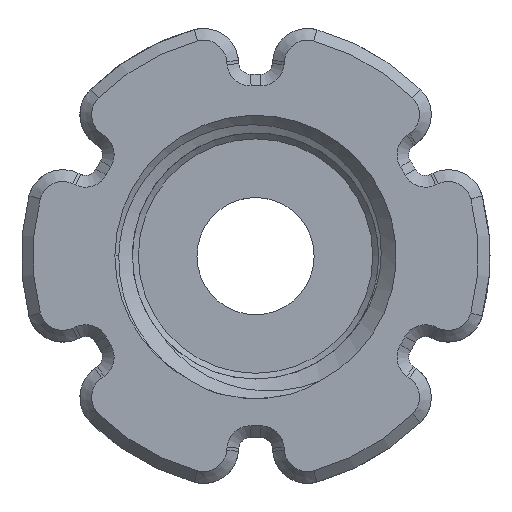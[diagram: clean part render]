
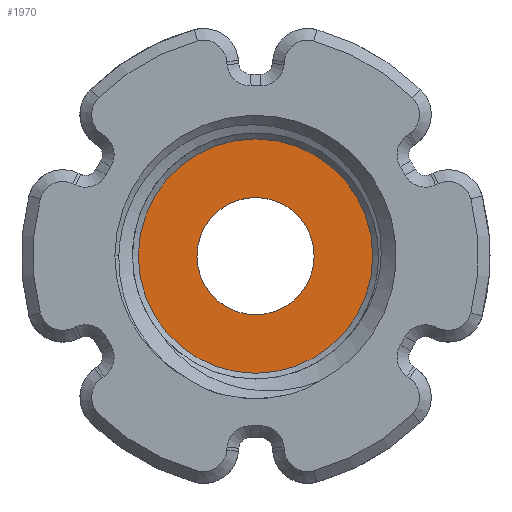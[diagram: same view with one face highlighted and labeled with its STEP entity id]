
A CAD part, top view. The second image highlights one B-rep face of the part: STEP entity #1970.
In plain terms, the highlighted planar face has unit normal (0, 0, 1).
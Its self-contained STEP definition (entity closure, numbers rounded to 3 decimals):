
#20=FACE_BOUND('',#322,.T.);
#47=PLANE('',#2182);
#203=FACE_OUTER_BOUND('',#321,.T.);
#321=EDGE_LOOP('',(#1746));
#322=EDGE_LOOP('',(#1747));
#333=CIRCLE('',#2004,5.);
#409=CIRCLE('',#2183,10.);
#774=VERTEX_POINT('',#2989);
#930=VERTEX_POINT('',#4905);
#958=EDGE_CURVE('',#774,#774,#333,.T.);
#1222=EDGE_CURVE('',#930,#930,#409,.T.);
#1746=ORIENTED_EDGE('',*,*,#1222,.T.);
#1747=ORIENTED_EDGE('',*,*,#958,.T.);
#1970=ADVANCED_FACE('',(#203,#20),#47,.F.);
#2004=AXIS2_PLACEMENT_3D('',#2991,#2229,#2230);
#2182=AXIS2_PLACEMENT_3D('',#4904,#2706,#2707);
#2183=AXIS2_PLACEMENT_3D('',#4906,#2708,#2709);
#2229=DIRECTION('center_axis',(0.,0.,-1.));
#2230=DIRECTION('ref_axis',(-1.,0.,0.));
#2706=DIRECTION('center_axis',(0.,0.,-1.));
#2707=DIRECTION('ref_axis',(-1.,0.,0.));
#2708=DIRECTION('center_axis',(0.,0.,1.));
#2709=DIRECTION('ref_axis',(-1.,0.,0.));
#2989=CARTESIAN_POINT('',(5.,0.,-34.5));
#2991=CARTESIAN_POINT('Origin',(0.,0.,
-34.5));
#4904=CARTESIAN_POINT('Origin',(0.,0.,-34.5));
#4905=CARTESIAN_POINT('',(10.,0.,-34.5));
#4906=CARTESIAN_POINT('Origin',(0.,0.,-34.5));
